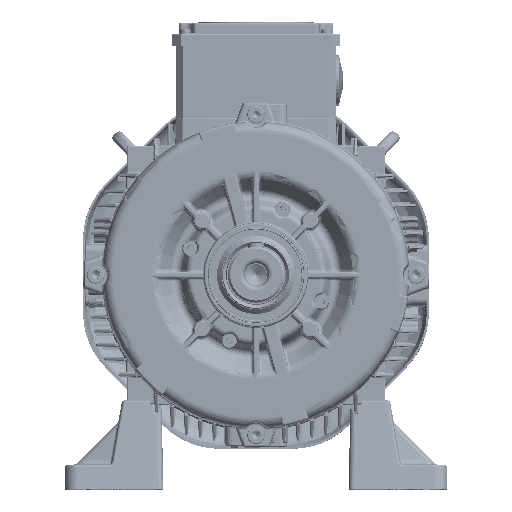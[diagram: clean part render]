
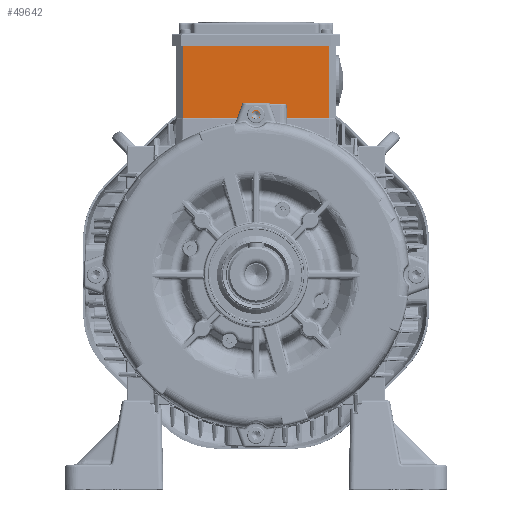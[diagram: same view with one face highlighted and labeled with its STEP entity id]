
A CAD part, top view. The second image highlights one B-rep face of the part: STEP entity #49642.
In plain terms, the highlighted planar face has unit normal (0, 0, 1).
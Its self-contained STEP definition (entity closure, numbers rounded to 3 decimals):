
#3491=FACE_OUTER_BOUND('',#60217,.T.);
#13620=LINE('',#237469,#23615);
#13621=LINE('',#237471,#23616);
#13622=LINE('',#237473,#23617);
#13623=LINE('',#237475,#23618);
#23615=VECTOR('',#185269,1.);
#23616=VECTOR('',#185272,1.);
#23617=VECTOR('',#185273,1.);
#23618=VECTOR('',#185274,1.);
#46566=PLANE('',#164864);
#49642=ADVANCED_FACE('',(#3491),#46566,.T.);
#60217=EDGE_LOOP('',(#76034,#76035,#76036,#76037));
#76034=ORIENTED_EDGE('',*,*,#132770,.T.);
#76035=ORIENTED_EDGE('',*,*,#132769,.T.);
#76036=ORIENTED_EDGE('',*,*,#132771,.T.);
#76037=ORIENTED_EDGE('',*,*,#132772,.F.);
#114094=VERTEX_POINT('',#237466);
#114095=VERTEX_POINT('',#237468);
#114096=VERTEX_POINT('',#237472);
#114097=VERTEX_POINT('',#237474);
#132769=EDGE_CURVE('',#114094,#114095,#13620,.T.);
#132770=EDGE_CURVE('',#114096,#114094,#13621,.T.);
#132771=EDGE_CURVE('',#114095,#114097,#13622,.T.);
#132772=EDGE_CURVE('',#114096,#114097,#13623,.T.);
#164864=AXIS2_PLACEMENT_3D('',#237476,#185275,#185276);
#185269=DIRECTION('',(0.,1.,0.));
#185272=DIRECTION('',(1.,0.,0.));
#185273=DIRECTION('',(-1.,0.,0.));
#185274=DIRECTION('',(0.,1.,0.));
#185275=DIRECTION('',(0.,0.,1.));
#185276=DIRECTION('',(1.,0.,0.));
#237466=CARTESIAN_POINT('',(55.,118.25,-12.));
#237468=CARTESIAN_POINT('',(55.,176.25,-12.));
#237469=CARTESIAN_POINT('',(55.,118.25,-12.));
#237471=CARTESIAN_POINT('',(55.,118.25,-12.));
#237472=CARTESIAN_POINT('',(-55.,118.25,-12.));
#237473=CARTESIAN_POINT('',(-55.,176.25,-12.));
#237474=CARTESIAN_POINT('',(-55.,176.25,-12.));
#237475=CARTESIAN_POINT('',(-55.,118.25,-12.));
#237476=CARTESIAN_POINT('',(-55.,118.25,-12.));
